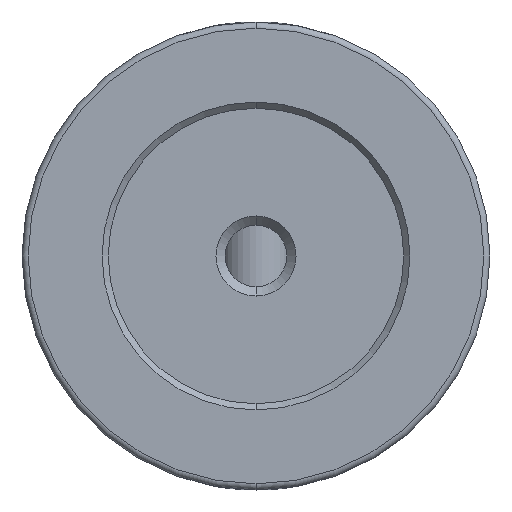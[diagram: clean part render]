
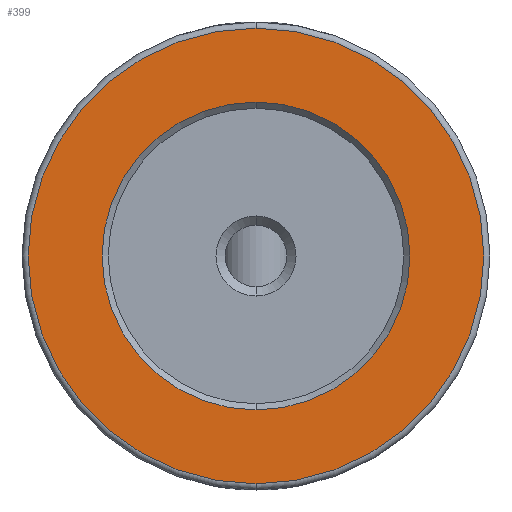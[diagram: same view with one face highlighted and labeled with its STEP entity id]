
A CAD part, front view. The second image highlights one B-rep face of the part: STEP entity #399.
In plain terms, the highlighted planar face has unit normal (0, -1, 0).
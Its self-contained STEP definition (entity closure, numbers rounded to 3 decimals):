
#1 = PLANE ( 'NONE',  #644 ) ;
#15 = CARTESIAN_POINT ( 'NONE',  ( -85.227, -29.261, 387.5 ) ) ;
#31 = EDGE_CURVE ( 'NONE', #540, #729, #538, .T. ) ;
#51 = CARTESIAN_POINT ( 'NONE',  ( -85.227, -29.261, 412.5 ) ) ;
#53 = AXIS2_PLACEMENT_3D ( 'NONE', #918, #405, #389 ) ;
#54 = EDGE_CURVE ( 'NONE', #348, #136, #738, .T. ) ;
#126 = ORIENTED_EDGE ( 'NONE', *, *, #31, .T. ) ;
#136 = VERTEX_POINT ( 'NONE', #361 ) ;
#150 = EDGE_LOOP ( 'NONE', ( #856, #806 ) ) ;
#162 = CIRCLE ( 'NONE', #243, 18.5 ) ;
#174 = DIRECTION ( 'NONE',  ( 0., 0., 1. ) ) ;
#175 = DIRECTION ( 'NONE',  ( 0., -1., 0. ) ) ;
#179 = DIRECTION ( 'NONE',  ( 0., -1., 0. ) ) ;
#241 = CARTESIAN_POINT ( 'NONE',  ( -85.227, -29.261, 381.5 ) ) ;
#242 = CARTESIAN_POINT ( 'NONE',  ( -85.227, -29.261, 400. ) ) ;
#243 = AXIS2_PLACEMENT_3D ( 'NONE', #727, #179, #333 ) ;
#315 = CARTESIAN_POINT ( 'NONE',  ( -85.227, -29.261, 400. ) ) ;
#333 = DIRECTION ( 'NONE',  ( 0., 0., 1. ) ) ;
#348 = VERTEX_POINT ( 'NONE', #241 ) ;
#361 = CARTESIAN_POINT ( 'NONE',  ( -85.227, -29.261, 418.5 ) ) ;
#389 = DIRECTION ( 'NONE',  ( 0., 0., 1. ) ) ;
#393 = EDGE_CURVE ( 'NONE', #136, #348, #162, .T. ) ;
#399 = ADVANCED_FACE ( 'NONE', ( #650, #956 ), #1, .F. ) ;
#405 = DIRECTION ( 'NONE',  ( 0., 1., 0. ) ) ;
#407 = DIRECTION ( 'NONE',  ( 0., 1., 0. ) ) ;
#409 = AXIS2_PLACEMENT_3D ( 'NONE', #242, #175, #492 ) ;
#439 = ORIENTED_EDGE ( 'NONE', *, *, #593, .T. ) ;
#492 = DIRECTION ( 'NONE',  ( 0., 0., 1. ) ) ;
#500 = CIRCLE ( 'NONE', #53, 12.5 ) ;
#538 = CIRCLE ( 'NONE', #784, 12.5 ) ;
#540 = VERTEX_POINT ( 'NONE', #51 ) ;
#569 = DIRECTION ( 'NONE',  ( 0., 0., 1. ) ) ;
#593 = EDGE_CURVE ( 'NONE', #729, #540, #500, .T. ) ;
#644 = AXIS2_PLACEMENT_3D ( 'NONE', #315, #882, #174 ) ;
#650 = FACE_BOUND ( 'NONE', #663, .T. ) ;
#663 = EDGE_LOOP ( 'NONE', ( #126, #439 ) ) ;
#719 = CARTESIAN_POINT ( 'NONE',  ( -85.227, -29.261, 400. ) ) ;
#727 = CARTESIAN_POINT ( 'NONE',  ( -85.227, -29.261, 400. ) ) ;
#729 = VERTEX_POINT ( 'NONE', #15 ) ;
#738 = CIRCLE ( 'NONE', #409, 18.5 ) ;
#784 = AXIS2_PLACEMENT_3D ( 'NONE', #719, #407, #569 ) ;
#806 = ORIENTED_EDGE ( 'NONE', *, *, #54, .T. ) ;
#856 = ORIENTED_EDGE ( 'NONE', *, *, #393, .T. ) ;
#882 = DIRECTION ( 'NONE',  ( 0., 1., 0. ) ) ;
#918 = CARTESIAN_POINT ( 'NONE',  ( -85.227, -29.261, 400. ) ) ;
#956 = FACE_OUTER_BOUND ( 'NONE', #150, .T. ) ;
